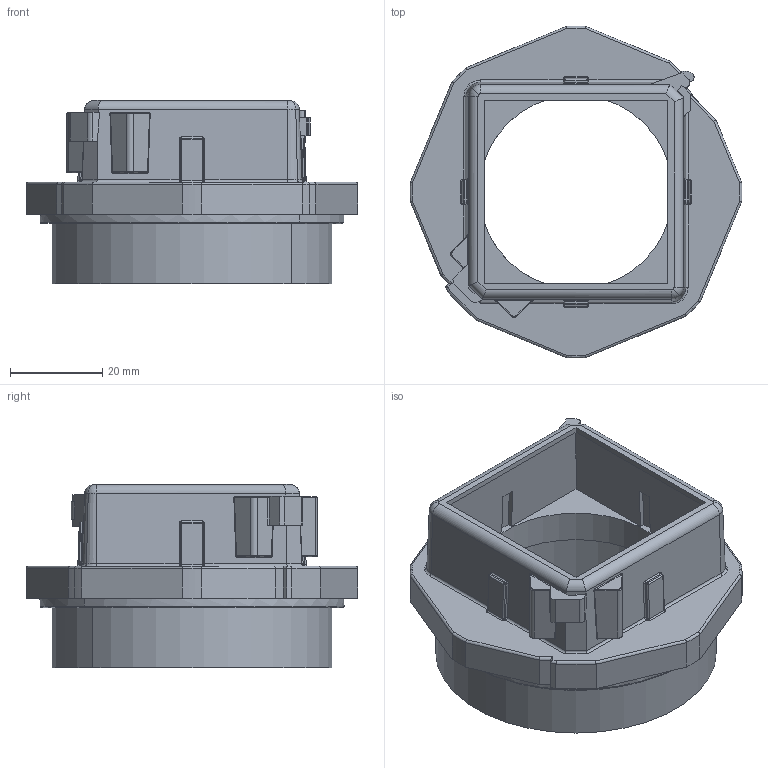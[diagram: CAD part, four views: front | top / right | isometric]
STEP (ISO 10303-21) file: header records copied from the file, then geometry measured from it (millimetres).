
FILE_DESCRIPTION(('CATIA V5 STEP Exchange','CAx-IF Rec.Pracs.--- Model Styling and Organization---1.4--- 2014-01-23'),'2;1');
FILE_NAME ('D1463364_0', '2018-11-20T12:13:18+00:00', ('none'), ('Weidmueller'), 'CATIA Version 5-6 Release 2016 SP3 HF44', 'CATIA V5 STEP AP214', 'none');
FILE_SCHEMA(('AUTOMOTIVE_DESIGN { 1 0 10303 214 1 1 1 1 }'));
Length unit declared in the file: millimetre
Products named in the file (1): 67132_OB_CABTITE_CGS_M63_BK
Bounding box: 71.99 x 71.99 x 39.7 mm (x, y, z)
Volume: 35533.7 mm3; surface area: 19480.4 mm2
Topology: 1 solids, 1 shells, 321 faces, 793 edges, 474 vertices
Faces by surface type: cylinder 133, plane 109, torus 34, bspline 25, sphere 14, cone 6
Entity records: 9754 total; most frequent: CARTESIAN_POINT 2725, ORIENTED_EDGE 1578, DIRECTION 1228, EDGE_CURVE 789, AXIS2_PLACEMENT_3D 498, VERTEX_POINT 474, VECTOR 437, LINE 437
